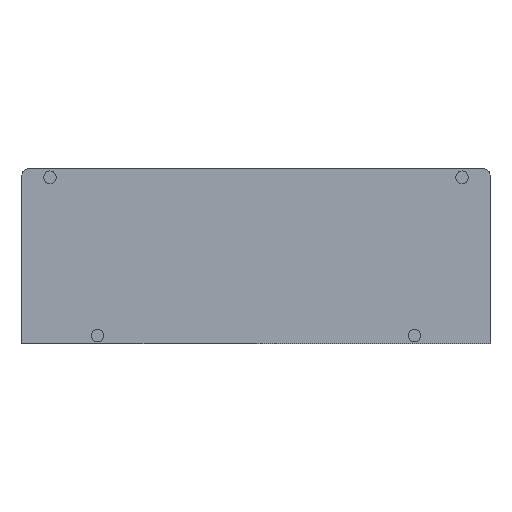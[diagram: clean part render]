
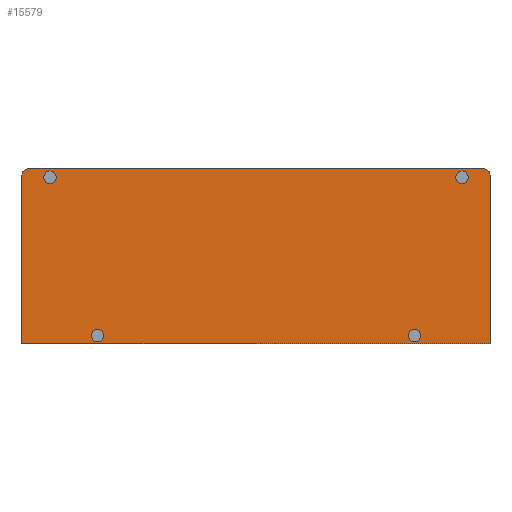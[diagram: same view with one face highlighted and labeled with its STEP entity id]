
A CAD part, front view. The second image highlights one B-rep face of the part: STEP entity #15579.
In plain terms, the highlighted planar face has unit normal (0, -1, 0).
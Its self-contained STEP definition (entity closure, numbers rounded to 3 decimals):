
#57 = FACE_BOUND ( 'NONE', #3424, .T. ) ;
#175 = VERTEX_POINT ( 'NONE', #18876 ) ;
#411 = CIRCLE ( 'NONE', #20637, 0.5 ) ;
#489 = DIRECTION ( 'NONE',  ( 0., -1., 0. ) ) ;
#671 = CARTESIAN_POINT ( 'NONE',  ( 12.7, -20.25, -13.375 ) ) ;
#692 = CARTESIAN_POINT ( 'NONE',  ( -16.51, -20.25, -0.175 ) ) ;
#737 = DIRECTION ( 'NONE',  ( 0., 0., -1. ) ) ;
#1002 = AXIS2_PLACEMENT_3D ( 'NONE', #7011, #22238, #1752 ) ;
#1018 = AXIS2_PLACEMENT_3D ( 'NONE', #7791, #15220, #5949 ) ;
#1073 = CARTESIAN_POINT ( 'NONE',  ( -18.25, -20.25, 0. ) ) ;
#1385 = VERTEX_POINT ( 'NONE', #21092 ) ;
#1500 = ORIENTED_EDGE ( 'NONE', *, *, #19579, .F. ) ;
#1608 = CARTESIAN_POINT ( 'NONE',  ( 18.75, -20.25, -14. ) ) ;
#1636 = VERTEX_POINT ( 'NONE', #22550 ) ;
#1656 = DIRECTION ( 'NONE',  ( 0., 0., -1. ) ) ;
#1752 = DIRECTION ( 'NONE',  ( 0., 0., -1. ) ) ;
#1943 = DIRECTION ( 'NONE',  ( 0., 0., -1. ) ) ;
#2726 = CIRCLE ( 'NONE', #22189, 0.5 ) ;
#2969 = CARTESIAN_POINT ( 'NONE',  ( 16.51, -20.25, -0.675 ) ) ;
#3029 = EDGE_CURVE ( 'NONE', #17480, #8453, #411, .T. ) ;
#3145 = EDGE_CURVE ( 'NONE', #1385, #8693, #19076, .T. ) ;
#3226 = EDGE_CURVE ( 'NONE', #6388, #14430, #2726, .T. ) ;
#3235 = EDGE_CURVE ( 'NONE', #1636, #7623, #11656, .T. ) ;
#3329 = DIRECTION ( 'NONE',  ( 0., 0., -1. ) ) ;
#3370 = EDGE_LOOP ( 'NONE', ( #21797, #13061 ) ) ;
#3424 = EDGE_LOOP ( 'NONE', ( #22135, #7417 ) ) ;
#3508 = AXIS2_PLACEMENT_3D ( 'NONE', #671, #20666, #6260 ) ;
#4034 = CARTESIAN_POINT ( 'NONE',  ( -12.7, -20.25, -13.375 ) ) ;
#4854 = CARTESIAN_POINT ( 'NONE',  ( -18.75, -20.25, -14. ) ) ;
#4857 = CIRCLE ( 'NONE', #1002, 0.5 ) ;
#4958 = VERTEX_POINT ( 'NONE', #8821 ) ;
#5075 = VERTEX_POINT ( 'NONE', #15372 ) ;
#5277 = DIRECTION ( 'NONE',  ( 1., 0., 0. ) ) ;
#5410 = CARTESIAN_POINT ( 'NONE',  ( -18.75, -20.25, -14. ) ) ;
#5949 = DIRECTION ( 'NONE',  ( 0., 0., -1. ) ) ;
#6089 = AXIS2_PLACEMENT_3D ( 'NONE', #18786, #24051, #15240 ) ;
#6182 = ORIENTED_EDGE ( 'NONE', *, *, #7150, .F. ) ;
#6260 = DIRECTION ( 'NONE',  ( 0., 0., -1. ) ) ;
#6388 = VERTEX_POINT ( 'NONE', #10467 ) ;
#6446 = AXIS2_PLACEMENT_3D ( 'NONE', #13643, #489, #1943 ) ;
#6522 = ORIENTED_EDGE ( 'NONE', *, *, #21987, .T. ) ;
#6850 = VERTEX_POINT ( 'NONE', #1073 ) ;
#7011 = CARTESIAN_POINT ( 'NONE',  ( -18.25, -20.25, -0.5 ) ) ;
#7136 = FACE_BOUND ( 'NONE', #3370, .T. ) ;
#7150 = EDGE_CURVE ( 'NONE', #6850, #7623, #17740, .T. ) ;
#7232 = LINE ( 'NONE', #11223, #16179 ) ;
#7241 = DIRECTION ( 'NONE',  ( 0., -1., 0. ) ) ;
#7248 = FACE_BOUND ( 'NONE', #11064, .T. ) ;
#7297 = DIRECTION ( 'NONE',  ( 0., 0., 1. ) ) ;
#7417 = ORIENTED_EDGE ( 'NONE', *, *, #3226, .F. ) ;
#7529 = EDGE_CURVE ( 'NONE', #8693, #1385, #10765, .T. ) ;
#7623 = VERTEX_POINT ( 'NONE', #16451 ) ;
#7791 = CARTESIAN_POINT ( 'NONE',  ( -12.7, -20.25, -13.375 ) ) ;
#8270 = EDGE_LOOP ( 'NONE', ( #6182, #10291, #22833, #20429, #6522, #15061 ) ) ;
#8404 = CIRCLE ( 'NONE', #1018, 0.5 ) ;
#8453 = VERTEX_POINT ( 'NONE', #12914 ) ;
#8590 = LINE ( 'NONE', #1608, #10880 ) ;
#8693 = VERTEX_POINT ( 'NONE', #23764 ) ;
#8821 = CARTESIAN_POINT ( 'NONE',  ( -12.7, -20.25, -13.875 ) ) ;
#8971 = AXIS2_PLACEMENT_3D ( 'NONE', #22000, #7241, #3329 ) ;
#8979 = DIRECTION ( 'NONE',  ( 0., -1., 0. ) ) ;
#9042 = DIRECTION ( 'NONE',  ( 0., 0., 1. ) ) ;
#9285 = DIRECTION ( 'NONE',  ( 0., 0., -1. ) ) ;
#9407 = VERTEX_POINT ( 'NONE', #21010 ) ;
#10291 = ORIENTED_EDGE ( 'NONE', *, *, #15591, .T. ) ;
#10407 = DIRECTION ( 'NONE',  ( 0., -1., 0. ) ) ;
#10467 = CARTESIAN_POINT ( 'NONE',  ( 16.51, -20.25, -1.175 ) ) ;
#10765 = CIRCLE ( 'NONE', #6089, 0.5 ) ;
#10880 = VECTOR ( 'NONE', #9042, 1000. ) ;
#11007 = DIRECTION ( 'NONE',  ( 0., -1., 0. ) ) ;
#11064 = EDGE_LOOP ( 'NONE', ( #18612, #1500 ) ) ;
#11137 = CARTESIAN_POINT ( 'NONE',  ( -16.51, -20.25, -0.675 ) ) ;
#11223 = CARTESIAN_POINT ( 'NONE',  ( -18.75, -20.25, -14. ) ) ;
#11353 = EDGE_CURVE ( 'NONE', #9407, #4958, #8404, .T. ) ;
#11545 = CIRCLE ( 'NONE', #18579, 0.5 ) ;
#11656 = CIRCLE ( 'NONE', #8971, 0.5 ) ;
#11692 = EDGE_CURVE ( 'NONE', #175, #5075, #7232, .T. ) ;
#12158 = ORIENTED_EDGE ( 'NONE', *, *, #12833, .F. ) ;
#12172 = EDGE_CURVE ( 'NONE', #14430, #6388, #16954, .T. ) ;
#12237 = DIRECTION ( 'NONE',  ( 1., 0., 0. ) ) ;
#12735 = EDGE_LOOP ( 'NONE', ( #21504, #12158 ) ) ;
#12833 = EDGE_CURVE ( 'NONE', #4958, #9407, #21621, .T. ) ;
#12914 = CARTESIAN_POINT ( 'NONE',  ( -16.51, -20.25, -1.175 ) ) ;
#12949 = DIRECTION ( 'NONE',  ( 0., -1., 0. ) ) ;
#13061 = ORIENTED_EDGE ( 'NONE', *, *, #3145, .F. ) ;
#13643 = CARTESIAN_POINT ( 'NONE',  ( 16.51, -20.25, -0.675 ) ) ;
#14430 = VERTEX_POINT ( 'NONE', #18622 ) ;
#14670 = VECTOR ( 'NONE', #7297, 1000. ) ;
#14685 = PLANE ( 'NONE',  #16158 ) ;
#15061 = ORIENTED_EDGE ( 'NONE', *, *, #3235, .T. ) ;
#15220 = DIRECTION ( 'NONE',  ( 0., -1., 0. ) ) ;
#15240 = DIRECTION ( 'NONE',  ( 0., 0., -1. ) ) ;
#15372 = CARTESIAN_POINT ( 'NONE',  ( 18.75, -20.25, -14. ) ) ;
#15579 = ADVANCED_FACE ( 'NONE', ( #23959, #7248, #23722, #57, #7136 ), #14685, .T. ) ;
#15591 = EDGE_CURVE ( 'NONE', #6850, #23512, #4857, .T. ) ;
#16136 = DIRECTION ( 'NONE',  ( 0., 0., -1. ) ) ;
#16158 = AXIS2_PLACEMENT_3D ( 'NONE', #5410, #11007, #18460 ) ;
#16179 = VECTOR ( 'NONE', #5277, 1000. ) ;
#16451 = CARTESIAN_POINT ( 'NONE',  ( 18.25, -20.25, 0. ) ) ;
#16922 = AXIS2_PLACEMENT_3D ( 'NONE', #4034, #12949, #9285 ) ;
#16954 = CIRCLE ( 'NONE', #6446, 0.5 ) ;
#17480 = VERTEX_POINT ( 'NONE', #692 ) ;
#17740 = LINE ( 'NONE', #19561, #17792 ) ;
#17792 = VECTOR ( 'NONE', #12237, 1000. ) ;
#18460 = DIRECTION ( 'NONE',  ( 0., 0., -1. ) ) ;
#18579 = AXIS2_PLACEMENT_3D ( 'NONE', #21331, #19379, #737 ) ;
#18612 = ORIENTED_EDGE ( 'NONE', *, *, #3029, .F. ) ;
#18622 = CARTESIAN_POINT ( 'NONE',  ( 16.51, -20.25, -0.175 ) ) ;
#18786 = CARTESIAN_POINT ( 'NONE',  ( 12.7, -20.25, -13.375 ) ) ;
#18876 = CARTESIAN_POINT ( 'NONE',  ( -18.75, -20.25, -14. ) ) ;
#19076 = CIRCLE ( 'NONE', #3508, 0.5 ) ;
#19379 = DIRECTION ( 'NONE',  ( 0., -1., 0. ) ) ;
#19561 = CARTESIAN_POINT ( 'NONE',  ( -18.75, -20.25, 0. ) ) ;
#19579 = EDGE_CURVE ( 'NONE', #8453, #17480, #11545, .T. ) ;
#20429 = ORIENTED_EDGE ( 'NONE', *, *, #11692, .T. ) ;
#20637 = AXIS2_PLACEMENT_3D ( 'NONE', #11137, #8979, #1656 ) ;
#20666 = DIRECTION ( 'NONE',  ( 0., -1., 0. ) ) ;
#21010 = CARTESIAN_POINT ( 'NONE',  ( -12.7, -20.25, -12.875 ) ) ;
#21092 = CARTESIAN_POINT ( 'NONE',  ( 12.7, -20.25, -13.875 ) ) ;
#21318 = EDGE_CURVE ( 'NONE', #175, #23512, #21575, .T. ) ;
#21331 = CARTESIAN_POINT ( 'NONE',  ( -16.51, -20.25, -0.675 ) ) ;
#21504 = ORIENTED_EDGE ( 'NONE', *, *, #11353, .F. ) ;
#21575 = LINE ( 'NONE', #4854, #14670 ) ;
#21621 = CIRCLE ( 'NONE', #16922, 0.5 ) ;
#21797 = ORIENTED_EDGE ( 'NONE', *, *, #7529, .F. ) ;
#21987 = EDGE_CURVE ( 'NONE', #5075, #1636, #8590, .T. ) ;
#22000 = CARTESIAN_POINT ( 'NONE',  ( 18.25, -20.25, -0.5 ) ) ;
#22135 = ORIENTED_EDGE ( 'NONE', *, *, #12172, .F. ) ;
#22189 = AXIS2_PLACEMENT_3D ( 'NONE', #2969, #10407, #16136 ) ;
#22238 = DIRECTION ( 'NONE',  ( 0., -1., 0. ) ) ;
#22322 = CARTESIAN_POINT ( 'NONE',  ( -18.75, -20.25, -0.5 ) ) ;
#22550 = CARTESIAN_POINT ( 'NONE',  ( 18.75, -20.25, -0.5 ) ) ;
#22833 = ORIENTED_EDGE ( 'NONE', *, *, #21318, .F. ) ;
#23512 = VERTEX_POINT ( 'NONE', #22322 ) ;
#23722 = FACE_OUTER_BOUND ( 'NONE', #8270, .T. ) ;
#23764 = CARTESIAN_POINT ( 'NONE',  ( 12.7, -20.25, -12.875 ) ) ;
#23959 = FACE_BOUND ( 'NONE', #12735, .T. ) ;
#24051 = DIRECTION ( 'NONE',  ( 0., -1., 0. ) ) ;
